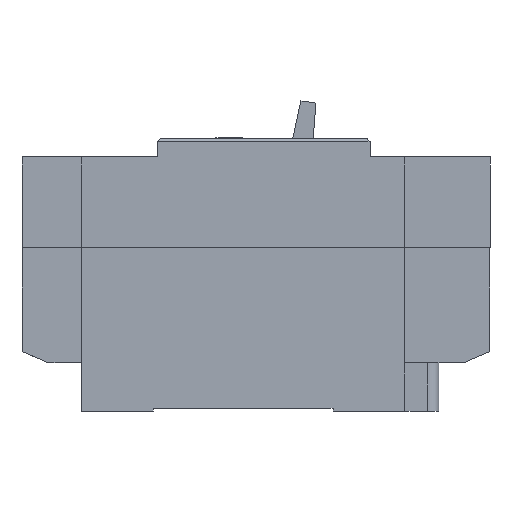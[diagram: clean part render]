
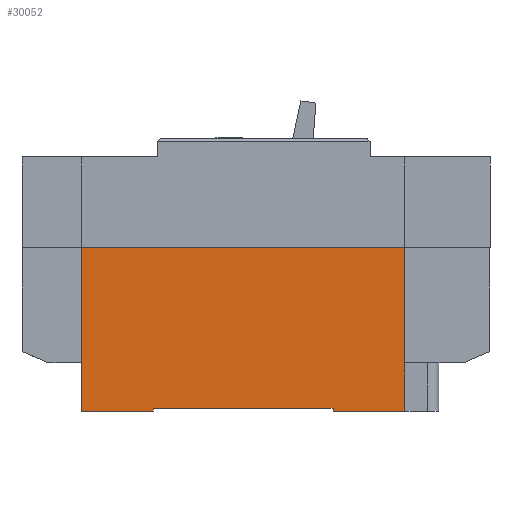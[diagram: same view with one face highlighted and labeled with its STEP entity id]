
A CAD part, left-side view. The second image highlights one B-rep face of the part: STEP entity #30052.
In plain terms, the highlighted planar face has unit normal (-1, 0, 0).
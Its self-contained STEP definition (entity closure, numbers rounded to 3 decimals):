
#565 = CARTESIAN_POINT ( 'NONE',  ( -38., -20.375, -43.25 ) ) ;
#1082 = VECTOR ( 'NONE', #27619, 1000. ) ;
#1617 = EDGE_CURVE ( 'NONE', #26142, #28667, #11093, .T. ) ;
#1745 = VECTOR ( 'NONE', #11947, 1000. ) ;
#2080 = CARTESIAN_POINT ( 'NONE',  ( -38., 46.125, -43.25 ) ) ;
#2088 = VERTEX_POINT ( 'NONE', #2849 ) ;
#2091 = CARTESIAN_POINT ( 'NONE',  ( -38., 27.125, -42.5 ) ) ;
#2381 = DIRECTION ( 'NONE',  ( 0., 1., 0. ) ) ;
#2849 = CARTESIAN_POINT ( 'NONE',  ( -38., 46.125, 0. ) ) ;
#3381 = EDGE_CURVE ( 'NONE', #21561, #14128, #32908, .T. ) ;
#3592 = VECTOR ( 'NONE', #23900, 1000. ) ;
#3660 = CARTESIAN_POINT ( 'NONE',  ( -38., 27.125, -42.5 ) ) ;
#4288 = VECTOR ( 'NONE', #32876, 1000. ) ;
#5184 = AXIS2_PLACEMENT_3D ( 'NONE', #28373, #10399, #31354 ) ;
#5683 = CARTESIAN_POINT ( 'NONE',  ( -38., -39.375, -30.5 ) ) ;
#5937 = EDGE_CURVE ( 'NONE', #2088, #37927, #13535, .T. ) ;
#5983 = CARTESIAN_POINT ( 'NONE',  ( -38., 27.125, -42.5 ) ) ;
#8009 = CARTESIAN_POINT ( 'NONE',  ( -38., 46.125, -43.25 ) ) ;
#8965 = EDGE_CURVE ( 'NONE', #19369, #21561, #27479, .T. ) ;
#10399 = DIRECTION ( 'NONE',  ( -1., 0., 0. ) ) ;
#11093 = LINE ( 'NONE', #2080, #26998 ) ;
#11624 = CARTESIAN_POINT ( 'NONE',  ( -38., -20.375, -42.5 ) ) ;
#11947 = DIRECTION ( 'NONE',  ( 0., 0., -1. ) ) ;
#12940 = EDGE_CURVE ( 'NONE', #26142, #37927, #19186, .T. ) ;
#13251 = DIRECTION ( 'NONE',  ( 0., 1., 0. ) ) ;
#13535 = LINE ( 'NONE', #33883, #29440 ) ;
#14128 = VERTEX_POINT ( 'NONE', #22927 ) ;
#15981 = DIRECTION ( 'NONE',  ( 0., -1., 0. ) ) ;
#17184 = ORIENTED_EDGE ( 'NONE', *, *, #32449, .F. ) ;
#19186 = LINE ( 'NONE', #5683, #35135 ) ;
#19369 = VERTEX_POINT ( 'NONE', #11624 ) ;
#20458 = ORIENTED_EDGE ( 'NONE', *, *, #30943, .T. ) ;
#20714 = ORIENTED_EDGE ( 'NONE', *, *, #12940, .T. ) ;
#21083 = FACE_OUTER_BOUND ( 'NONE', #32594, .T. ) ;
#21086 = CARTESIAN_POINT ( 'NONE',  ( -38., 46.125, -30.5 ) ) ;
#21561 = VERTEX_POINT ( 'NONE', #2091 ) ;
#22165 = PLANE ( 'NONE',  #5184 ) ;
#22927 = CARTESIAN_POINT ( 'NONE',  ( -38., 27.125, -43.25 ) ) ;
#23900 = DIRECTION ( 'NONE',  ( 0., 1., 0. ) ) ;
#24526 = CARTESIAN_POINT ( 'NONE',  ( -38., -39.375, -43.25 ) ) ;
#24673 = LINE ( 'NONE', #28181, #32622 ) ;
#24712 = LINE ( 'NONE', #32865, #1745 ) ;
#26142 = VERTEX_POINT ( 'NONE', #24526 ) ;
#26621 = DIRECTION ( 'NONE',  ( 0., 0., 1. ) ) ;
#26998 = VECTOR ( 'NONE', #2381, 1000. ) ;
#27479 = LINE ( 'NONE', #5983, #3592 ) ;
#27619 = DIRECTION ( 'NONE',  ( 0., 0., -1. ) ) ;
#28165 = LINE ( 'NONE', #21086, #4288 ) ;
#28181 = CARTESIAN_POINT ( 'NONE',  ( -38., 46.125, -43.25 ) ) ;
#28373 = CARTESIAN_POINT ( 'NONE',  ( -38., -39.375, -30.5 ) ) ;
#28667 = VERTEX_POINT ( 'NONE', #565 ) ;
#29440 = VECTOR ( 'NONE', #15981, 1000. ) ;
#30052 = ADVANCED_FACE ( 'NONE', ( #21083 ), #22165, .T. ) ;
#30755 = ORIENTED_EDGE ( 'NONE', *, *, #5937, .F. ) ;
#30943 = EDGE_CURVE ( 'NONE', #19369, #28667, #24712, .T. ) ;
#31110 = EDGE_CURVE ( 'NONE', #14128, #33185, #24673, .T. ) ;
#31354 = DIRECTION ( 'NONE',  ( 0., 0., 1. ) ) ;
#32449 = EDGE_CURVE ( 'NONE', #33185, #2088, #28165, .T. ) ;
#32594 = EDGE_LOOP ( 'NONE', ( #35896, #37852, #20458, #32910, #20714, #30755, #17184, #33999 ) ) ;
#32622 = VECTOR ( 'NONE', #13251, 1000. ) ;
#32865 = CARTESIAN_POINT ( 'NONE',  ( -38., -20.375, -42.5 ) ) ;
#32876 = DIRECTION ( 'NONE',  ( 0., 0., 1. ) ) ;
#32908 = LINE ( 'NONE', #3660, #1082 ) ;
#32910 = ORIENTED_EDGE ( 'NONE', *, *, #1617, .F. ) ;
#33185 = VERTEX_POINT ( 'NONE', #8009 ) ;
#33883 = CARTESIAN_POINT ( 'NONE',  ( -38., -39.375, 0. ) ) ;
#33999 = ORIENTED_EDGE ( 'NONE', *, *, #31110, .F. ) ;
#35135 = VECTOR ( 'NONE', #26621, 1000. ) ;
#35896 = ORIENTED_EDGE ( 'NONE', *, *, #3381, .F. ) ;
#37852 = ORIENTED_EDGE ( 'NONE', *, *, #8965, .F. ) ;
#37927 = VERTEX_POINT ( 'NONE', #38027 ) ;
#38027 = CARTESIAN_POINT ( 'NONE',  ( -38., -39.375, 0. ) ) ;
